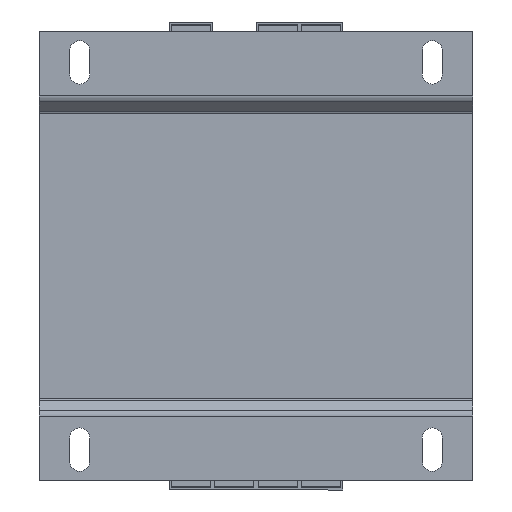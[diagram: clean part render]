
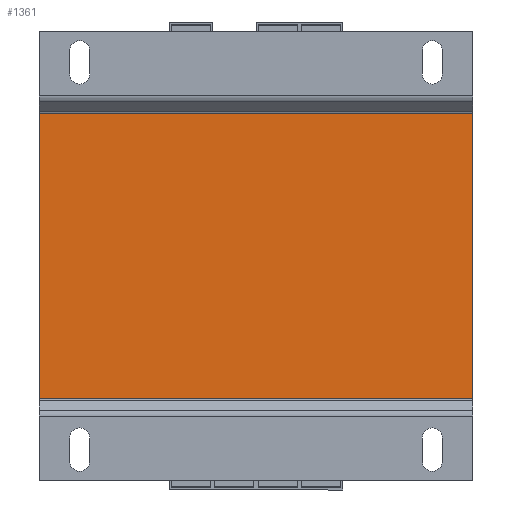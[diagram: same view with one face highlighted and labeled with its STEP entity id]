
A CAD part, front view. The second image highlights one B-rep face of the part: STEP entity #1361.
In plain terms, the highlighted planar face has unit normal (0, -1, 0).
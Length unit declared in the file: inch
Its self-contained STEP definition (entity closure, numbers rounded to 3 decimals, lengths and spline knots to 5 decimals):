
#268 = LINE ( 'NONE', #9099, #7002 ) ;
#426 = DIRECTION ( 'NONE',  ( 0., 0., 1. ) ) ;
#1124 = DIRECTION ( 'NONE',  ( 0., 1., 0. ) ) ;
#1361 = ADVANCED_FACE ( 'NONE', ( #6694 ), #11315, .F. ) ;
#1770 = DIRECTION ( 'NONE',  ( -1., 0., 0. ) ) ;
#2358 = CARTESIAN_POINT ( 'NONE',  ( 0., -2.53937, 0. ) ) ;
#2391 = VERTEX_POINT ( 'NONE', #13942 ) ;
#2399 = VECTOR ( 'NONE', #8798, 39.37008 ) ;
#2460 = CARTESIAN_POINT ( 'NONE',  ( -2.95276, -2.53937, 1.94144 ) ) ;
#3137 = VERTEX_POINT ( 'NONE', #7963 ) ;
#3301 = CARTESIAN_POINT ( 'NONE',  ( 0., -2.53937, 1.94144 ) ) ;
#3509 = CARTESIAN_POINT ( 'NONE',  ( 2.95276, -2.53937, 1.94144 ) ) ;
#4466 = VECTOR ( 'NONE', #1770, 39.37008 ) ;
#4863 = ORIENTED_EDGE ( 'NONE', *, *, #10572, .F. ) ;
#5164 = EDGE_CURVE ( 'NONE', #12825, #2391, #268, .T. ) ;
#5331 = EDGE_CURVE ( 'NONE', #2391, #3137, #8501, .T. ) ;
#5349 = EDGE_CURVE ( 'NONE', #13586, #12825, #13053, .T. ) ;
#6008 = EDGE_LOOP ( 'NONE', ( #11320, #4863, #12570, #13151 ) ) ;
#6694 = FACE_OUTER_BOUND ( 'NONE', #6008, .T. ) ;
#7002 = VECTOR ( 'NONE', #13493, 39.37008 ) ;
#7206 = CARTESIAN_POINT ( 'NONE',  ( 0., -2.53937, -1.94144 ) ) ;
#7963 = CARTESIAN_POINT ( 'NONE',  ( -2.95276, -2.53937, -1.94144 ) ) ;
#8305 = CARTESIAN_POINT ( 'NONE',  ( -2.95276, -2.53937, 0. ) ) ;
#8501 = LINE ( 'NONE', #7206, #4466 ) ;
#8798 = DIRECTION ( 'NONE',  ( 1., 0., 0. ) ) ;
#9099 = CARTESIAN_POINT ( 'NONE',  ( 2.95276, -2.53937, 0. ) ) ;
#10572 = EDGE_CURVE ( 'NONE', #3137, #13586, #11340, .T. ) ;
#11103 = DIRECTION ( 'NONE',  ( 0., 0., 1. ) ) ;
#11315 = PLANE ( 'NONE',  #12198 ) ;
#11320 = ORIENTED_EDGE ( 'NONE', *, *, #5349, .F. ) ;
#11340 = LINE ( 'NONE', #8305, #13341 ) ;
#12198 = AXIS2_PLACEMENT_3D ( 'NONE', #2358, #1124, #11103 ) ;
#12570 = ORIENTED_EDGE ( 'NONE', *, *, #5331, .F. ) ;
#12825 = VERTEX_POINT ( 'NONE', #3509 ) ;
#13053 = LINE ( 'NONE', #3301, #2399 ) ;
#13151 = ORIENTED_EDGE ( 'NONE', *, *, #5164, .F. ) ;
#13341 = VECTOR ( 'NONE', #426, 39.37008 ) ;
#13493 = DIRECTION ( 'NONE',  ( 0., 0., -1. ) ) ;
#13586 = VERTEX_POINT ( 'NONE', #2460 ) ;
#13942 = CARTESIAN_POINT ( 'NONE',  ( 2.95276, -2.53937, -1.94144 ) ) ;
